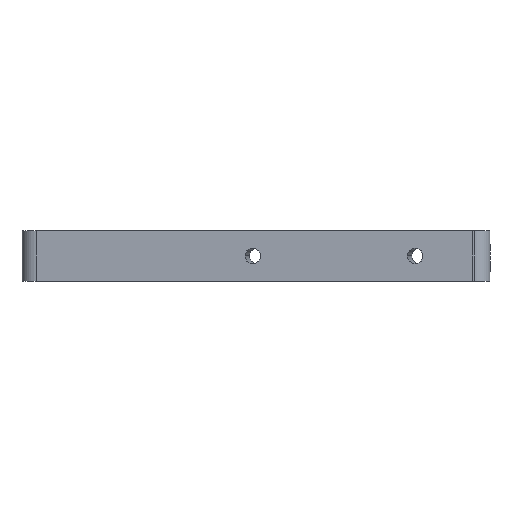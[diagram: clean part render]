
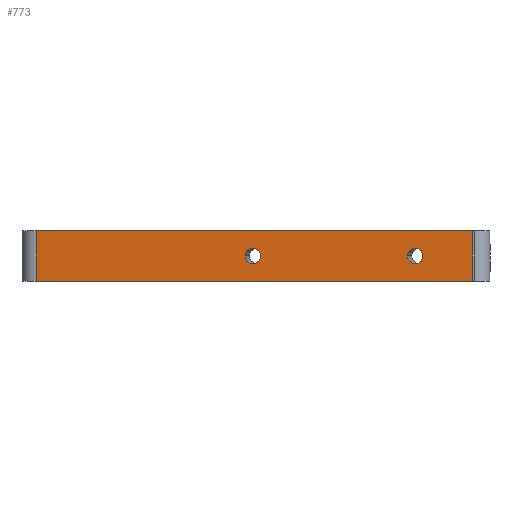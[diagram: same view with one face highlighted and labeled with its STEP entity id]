
A CAD part, left-side view. The second image highlights one B-rep face of the part: STEP entity #773.
In plain terms, the highlighted planar face has unit normal (-0.996, 0.087, 0).
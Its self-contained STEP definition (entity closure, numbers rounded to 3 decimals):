
#14 = VERTEX_POINT ( 'NONE', #365 ) ;
#26 = FACE_BOUND ( 'NONE', #1422, .T. ) ;
#79 = FACE_OUTER_BOUND ( 'NONE', #1301, .T. ) ;
#84 = FACE_BOUND ( 'NONE', #633, .T. ) ;
#148 = CARTESIAN_POINT ( 'NONE',  ( -65.762, 2.718, 8. ) ) ;
#152 = DIRECTION ( 'NONE',  ( 0.087, 0.996, 0. ) ) ;
#233 = LINE ( 'NONE', #354, #1531 ) ;
#338 = DIRECTION ( 'NONE',  ( 0., 0., -1. ) ) ;
#354 = CARTESIAN_POINT ( 'NONE',  ( -65.762, 2.718, 8. ) ) ;
#362 = VERTEX_POINT ( 'NONE', #148 ) ;
#365 = CARTESIAN_POINT ( 'NONE',  ( -62.579, 39.101, 4. ) ) ;
#474 = LINE ( 'NONE', #574, #1186 ) ;
#503 = AXIS2_PLACEMENT_3D ( 'NONE', #1664, #1663, #1659 ) ;
#529 = DIRECTION ( 'NONE',  ( 0.087, 0.996, 0. ) ) ;
#568 = EDGE_CURVE ( 'NONE', #14, #586, #1586, .T. ) ;
#573 = VERTEX_POINT ( 'NONE', #1331 ) ;
#574 = CARTESIAN_POINT ( 'NONE',  ( -65.762, 2.718, 8. ) ) ;
#586 = VERTEX_POINT ( 'NONE', #990 ) ;
#599 = AXIS2_PLACEMENT_3D ( 'NONE', #1857, #1855, #1850 ) ;
#633 = EDGE_LOOP ( 'NONE', ( #2144, #2039 ) ) ;
#669 = EDGE_CURVE ( 'NONE', #2014, #1957, #1539, .T. ) ;
#741 = DIRECTION ( 'NONE',  ( -0.087, -0.996, 0. ) ) ;
#752 = VECTOR ( 'NONE', #1415, 1000. ) ;
#757 = LINE ( 'NONE', #1426, #752 ) ;
#773 = ADVANCED_FACE ( 'NONE', ( #26, #84, #79 ), #1671, .F. ) ;
#813 = DIRECTION ( 'NONE',  ( -0.996, 0.087, 0. ) ) ;
#843 = CARTESIAN_POINT ( 'NONE',  ( -62.688, 37.855, 4. ) ) ;
#952 = CARTESIAN_POINT ( 'NONE',  ( -65.762, 2.718, 0. ) ) ;
#983 = EDGE_CURVE ( 'NONE', #362, #1983, #474, .T. ) ;
#990 = CARTESIAN_POINT ( 'NONE',  ( -62.797, 36.61, 4. ) ) ;
#1013 = EDGE_CURVE ( 'NONE', #362, #2125, #233, .T. ) ;
#1112 = CARTESIAN_POINT ( 'NONE',  ( -64.845, 13.2, 4. ) ) ;
#1186 = VECTOR ( 'NONE', #529, 1000. ) ;
#1241 = CARTESIAN_POINT ( 'NONE',  ( -59.663, 72.432, 8. ) ) ;
#1289 = CARTESIAN_POINT ( 'NONE',  ( -65.063, 10.709, 4. ) ) ;
#1301 = EDGE_LOOP ( 'NONE', ( #2046, #2076, #2099, #2103 ) ) ;
#1331 = CARTESIAN_POINT ( 'NONE',  ( -59.663, 72.432, 0. ) ) ;
#1415 = DIRECTION ( 'NONE',  ( 0., 0., 1. ) ) ;
#1420 = CIRCLE ( 'NONE', #503, 1.25 ) ;
#1422 = EDGE_LOOP ( 'NONE', ( #2140, #1478 ) ) ;
#1426 = CARTESIAN_POINT ( 'NONE',  ( -59.663, 72.432, 8. ) ) ;
#1437 = AXIS2_PLACEMENT_3D ( 'NONE', #1687, #1667, #1665 ) ;
#1478 = ORIENTED_EDGE ( 'NONE', *, *, #568, .F. ) ;
#1531 = VECTOR ( 'NONE', #338, 1000. ) ;
#1539 = CIRCLE ( 'NONE', #1616, 1.25 ) ;
#1547 = EDGE_CURVE ( 'NONE', #2125, #573, #2138, .T. ) ;
#1586 = CIRCLE ( 'NONE', #1640, 1.25 ) ;
#1616 = AXIS2_PLACEMENT_3D ( 'NONE', #2131, #2128, #2121 ) ;
#1640 = AXIS2_PLACEMENT_3D ( 'NONE', #843, #813, #741 ) ;
#1659 = DIRECTION ( 'NONE',  ( -0.087, -0.996, 0. ) ) ;
#1663 = DIRECTION ( 'NONE',  ( -0.996, 0.087, 0. ) ) ;
#1664 = CARTESIAN_POINT ( 'NONE',  ( -62.688, 37.855, 4. ) ) ;
#1665 = DIRECTION ( 'NONE',  ( 0.087, 0.996, 0. ) ) ;
#1667 = DIRECTION ( 'NONE',  ( 0.996, -0.087, 0. ) ) ;
#1671 = PLANE ( 'NONE',  #1437 ) ;
#1687 = CARTESIAN_POINT ( 'NONE',  ( -66., 0., 8. ) ) ;
#1725 = EDGE_CURVE ( 'NONE', #1957, #2014, #1862, .T. ) ;
#1805 = EDGE_CURVE ( 'NONE', #586, #14, #1420, .T. ) ;
#1850 = DIRECTION ( 'NONE',  ( -0.087, -0.996, 0. ) ) ;
#1855 = DIRECTION ( 'NONE',  ( -0.996, 0.087, 0. ) ) ;
#1857 = CARTESIAN_POINT ( 'NONE',  ( -64.954, 11.954, 4. ) ) ;
#1862 = CIRCLE ( 'NONE', #599, 1.25 ) ;
#1903 = EDGE_CURVE ( 'NONE', #573, #1983, #757, .T. ) ;
#1925 = VECTOR ( 'NONE', #152, 1000. ) ;
#1957 = VERTEX_POINT ( 'NONE', #1289 ) ;
#1983 = VERTEX_POINT ( 'NONE', #1241 ) ;
#2014 = VERTEX_POINT ( 'NONE', #1112 ) ;
#2039 = ORIENTED_EDGE ( 'NONE', *, *, #669, .F. ) ;
#2046 = ORIENTED_EDGE ( 'NONE', *, *, #1013, .F. ) ;
#2076 = ORIENTED_EDGE ( 'NONE', *, *, #983, .T. ) ;
#2099 = ORIENTED_EDGE ( 'NONE', *, *, #1903, .F. ) ;
#2103 = ORIENTED_EDGE ( 'NONE', *, *, #1547, .F. ) ;
#2121 = DIRECTION ( 'NONE',  ( -0.087, -0.996, 0. ) ) ;
#2125 = VERTEX_POINT ( 'NONE', #952 ) ;
#2128 = DIRECTION ( 'NONE',  ( -0.996, 0.087, 0. ) ) ;
#2131 = CARTESIAN_POINT ( 'NONE',  ( -64.954, 11.954, 4. ) ) ;
#2138 = LINE ( 'NONE', #2194, #1925 ) ;
#2140 = ORIENTED_EDGE ( 'NONE', *, *, #1805, .F. ) ;
#2144 = ORIENTED_EDGE ( 'NONE', *, *, #1725, .F. ) ;
#2194 = CARTESIAN_POINT ( 'NONE',  ( -66., 0., 0. ) ) ;
